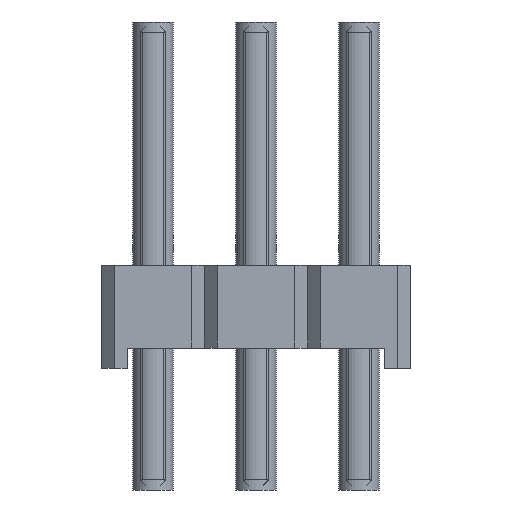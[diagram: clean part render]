
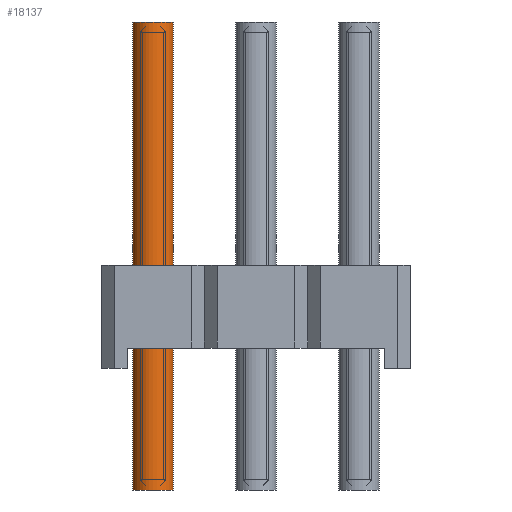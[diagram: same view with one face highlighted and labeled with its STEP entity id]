
A CAD part, left-side view. The second image highlights one B-rep face of the part: STEP entity #18137.
In plain terms, the highlighted cylindrical face has radius 0.5 mm (diameter 1 mm), a full revolution.
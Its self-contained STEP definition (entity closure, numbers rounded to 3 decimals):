
#371=CIRCLE('',#19098,0.5);
#372=CIRCLE('',#19099,0.5);
#1080=CYLINDRICAL_SURFACE('',#19097,0.5);
#1541=ORIENTED_EDGE('',*,*,#6919,.F.);
#1542=ORIENTED_EDGE('',*,*,#6920,.T.);
#6919=EDGE_CURVE('',#9617,#9617,#371,.T.);
#6920=EDGE_CURVE('',#9618,#9618,#372,.T.);
#9617=VERTEX_POINT('',#26299);
#9618=VERTEX_POINT('',#26301);
#15413=EDGE_LOOP('',(#1541));
#15414=EDGE_LOOP('',(#1542));
#16497=FACE_BOUND('',#15413,.T.);
#16498=FACE_BOUND('',#15414,.T.);
#18137=ADVANCED_FACE('',(#16497,#16498),#1080,.F.);
#19097=AXIS2_PLACEMENT_3D('',#26297,#20876,#20877);
#19098=AXIS2_PLACEMENT_3D('',#26298,#20878,#20879);
#19099=AXIS2_PLACEMENT_3D('',#26300,#20880,#20881);
#20876=DIRECTION('',(0.,0.,1.));
#20877=DIRECTION('',(1.,0.,0.));
#20878=DIRECTION('',(0.,0.,-1.));
#20879=DIRECTION('',(1.,0.,0.));
#20880=DIRECTION('',(0.,0.,-1.));
#20881=DIRECTION('',(1.,0.,0.));
#26297=CARTESIAN_POINT('',(0.,0.,0.));
#26298=CARTESIAN_POINT('',(0.,0.,11.54));
#26299=CARTESIAN_POINT('',(0.5,0.,11.54));
#26300=CARTESIAN_POINT('',(0.,0.,0.));
#26301=CARTESIAN_POINT('',(0.5,0.,0.));
